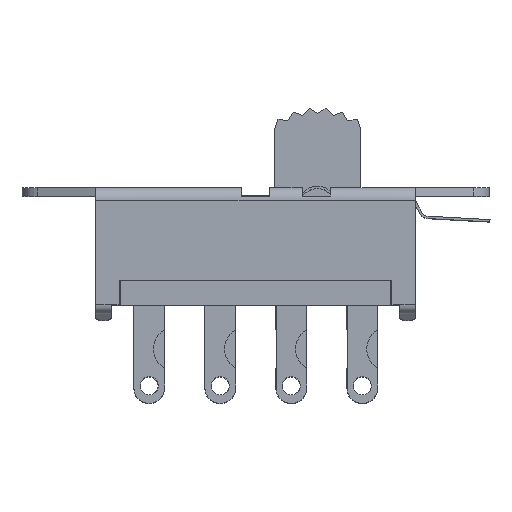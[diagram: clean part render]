
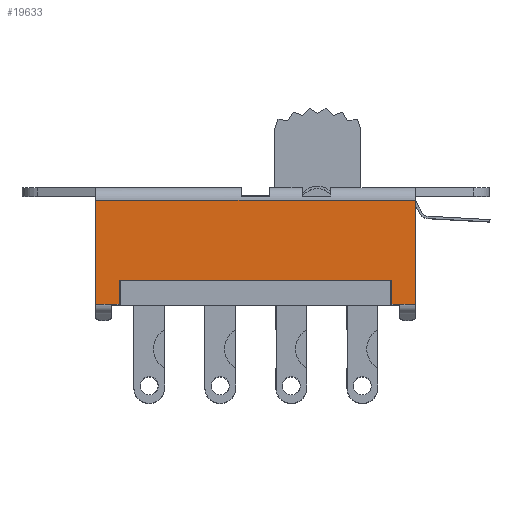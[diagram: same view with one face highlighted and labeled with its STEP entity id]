
A CAD part, top view. The second image highlights one B-rep face of the part: STEP entity #19633.
In plain terms, the highlighted planar face has unit normal (0, 0, 1).
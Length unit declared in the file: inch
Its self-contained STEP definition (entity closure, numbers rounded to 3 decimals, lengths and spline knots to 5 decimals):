
#651=PLANE('',#20948);
#1441=FACE_OUTER_BOUND('',#2413,.T.);
#2413=EDGE_LOOP('',(#15696,#15697,#15698,#15699,#15700,#15701,#15702,#15703,
#15704,#15705));
#4232=LINE('',#30321,#6385);
#4236=LINE('',#30331,#6389);
#4237=LINE('',#30333,#6390);
#4238=LINE('',#30335,#6391);
#4239=LINE('',#30336,#6392);
#4240=LINE('',#30338,#6393);
#4241=LINE('',#30340,#6394);
#4242=LINE('',#30342,#6395);
#4243=LINE('',#30344,#6396);
#4244=LINE('',#30345,#6397);
#6385=VECTOR('',#24818,0.3937);
#6389=VECTOR('',#24828,0.3937);
#6390=VECTOR('',#24829,0.3937);
#6391=VECTOR('',#24830,0.3937);
#6392=VECTOR('',#24831,0.3937);
#6393=VECTOR('',#24832,0.3937);
#6394=VECTOR('',#24833,0.3937);
#6395=VECTOR('',#24834,0.3937);
#6396=VECTOR('',#24835,0.3937);
#6397=VECTOR('',#24836,0.3937);
#8738=VERTEX_POINT('',#30167);
#8794=VERTEX_POINT('',#30318);
#8795=VERTEX_POINT('',#30320);
#8798=VERTEX_POINT('',#30330);
#8799=VERTEX_POINT('',#30332);
#8800=VERTEX_POINT('',#30334);
#8801=VERTEX_POINT('',#30337);
#8802=VERTEX_POINT('',#30339);
#8803=VERTEX_POINT('',#30341);
#8804=VERTEX_POINT('',#30343);
#11235=EDGE_CURVE('',#8795,#8794,#4232,.T.);
#11240=EDGE_CURVE('',#8795,#8798,#4236,.T.);
#11241=EDGE_CURVE('',#8799,#8794,#4237,.T.);
#11242=EDGE_CURVE('',#8799,#8800,#4238,.T.);
#11243=EDGE_CURVE('',#8738,#8800,#4239,.T.);
#11244=EDGE_CURVE('',#8738,#8801,#4240,.T.);
#11245=EDGE_CURVE('',#8801,#8802,#4241,.T.);
#11246=EDGE_CURVE('',#8802,#8803,#4242,.T.);
#11247=EDGE_CURVE('',#8803,#8804,#4243,.T.);
#11248=EDGE_CURVE('',#8804,#8798,#4244,.T.);
#15696=ORIENTED_EDGE('',*,*,#11240,.F.);
#15697=ORIENTED_EDGE('',*,*,#11235,.T.);
#15698=ORIENTED_EDGE('',*,*,#11241,.F.);
#15699=ORIENTED_EDGE('',*,*,#11242,.T.);
#15700=ORIENTED_EDGE('',*,*,#11243,.F.);
#15701=ORIENTED_EDGE('',*,*,#11244,.T.);
#15702=ORIENTED_EDGE('',*,*,#11245,.T.);
#15703=ORIENTED_EDGE('',*,*,#11246,.T.);
#15704=ORIENTED_EDGE('',*,*,#11247,.T.);
#15705=ORIENTED_EDGE('',*,*,#11248,.T.);
#19633=ADVANCED_FACE('',(#1441),#651,.T.);
#20948=AXIS2_PLACEMENT_3D('',#30329,#24826,#24827);
#24818=DIRECTION('',(0.,1.,0.));
#24826=DIRECTION('center_axis',(0.,0.,1.));
#24827=DIRECTION('ref_axis',(1.,0.,0.));
#24828=DIRECTION('',(-1.,0.,0.));
#24829=DIRECTION('',(1.,0.,0.));
#24830=DIRECTION('',(0.,-1.,0.));
#24831=DIRECTION('',(-1.,0.,0.));
#24832=DIRECTION('',(1.,0.,0.));
#24833=DIRECTION('',(0.,1.,0.));
#24834=DIRECTION('',(1.,0.,0.));
#24835=DIRECTION('',(0.,-1.,0.));
#24836=DIRECTION('',(1.,0.,0.));
#30167=CARTESIAN_POINT('',(-0.20983,-0.17741,0.30108));
#30318=CARTESIAN_POINT('',(0.56517,0.08784,0.30108));
#30320=CARTESIAN_POINT('',(0.56517,-0.17741,0.30108));
#30321=CARTESIAN_POINT('',(0.56517,-0.24416,0.30108));
#30329=CARTESIAN_POINT('Origin',(0.15767,-0.24416,0.30108));
#30330=CARTESIAN_POINT('',(0.52517,-0.17741,0.30108));
#30331=CARTESIAN_POINT('',(0.15767,-0.17741,0.30108));
#30332=CARTESIAN_POINT('',(-0.24983,0.08784,0.30108));
#30333=CARTESIAN_POINT('',(0.15767,0.08784,0.30108));
#30334=CARTESIAN_POINT('',(-0.24983,-0.17741,0.30108));
#30335=CARTESIAN_POINT('',(-0.24983,-0.24416,0.30108));
#30336=CARTESIAN_POINT('',(0.15767,-0.17741,0.30108));
#30337=CARTESIAN_POINT('',(-0.18983,-0.17741,0.30108));
#30338=CARTESIAN_POINT('',(-0.01608,-0.17741,0.30108));
#30339=CARTESIAN_POINT('',(-0.18983,-0.11741,0.30108));
#30340=CARTESIAN_POINT('',(-0.18983,-0.18079,0.30108));
#30341=CARTESIAN_POINT('',(0.50517,-0.11741,0.30108));
#30342=CARTESIAN_POINT('',(0.33142,-0.11741,0.30108));
#30343=CARTESIAN_POINT('',(0.50517,-0.17741,0.30108));
#30344=CARTESIAN_POINT('',(0.50517,-0.24429,0.30108));
#30345=CARTESIAN_POINT('',(0.34142,-0.17741,0.30108));
